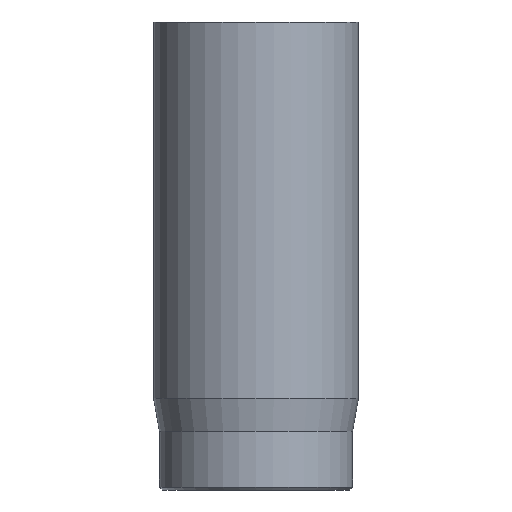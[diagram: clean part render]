
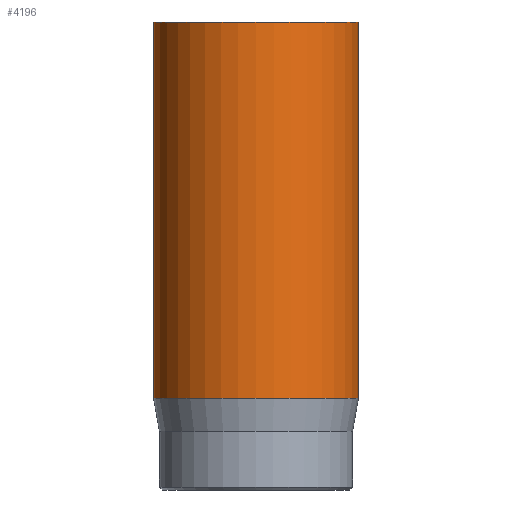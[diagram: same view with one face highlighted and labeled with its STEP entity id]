
A CAD part, front view. The second image highlights one B-rep face of the part: STEP entity #4196.
In plain terms, the highlighted cylindrical face has radius 1.75 mm (diameter 3.5 mm), a full revolution.
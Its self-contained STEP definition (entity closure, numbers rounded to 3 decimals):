
#551=CYLINDRICAL_SURFACE('',#4355,1.75);
#763=FACE_OUTER_BOUND('',#1012,.T.);
#1012=EDGE_LOOP('',(#3876,#3877,#3878,#3879,#3880));
#1318=LINE('',#7972,#1634);
#1634=VECTOR('',#4839,1.75);
#1672=CIRCLE('',#4338,1.75);
#1678=CIRCLE('',#4353,1.75);
#1679=CIRCLE('',#4354,1.75);
#2068=VERTEX_POINT('',#7942);
#2074=VERTEX_POINT('',#7966);
#2075=VERTEX_POINT('',#7967);
#2671=EDGE_CURVE('',#2068,#2068,#1672,.T.);
#2680=EDGE_CURVE('',#2074,#2075,#1678,.T.);
#2681=EDGE_CURVE('',#2075,#2074,#1679,.T.);
#2683=EDGE_CURVE('',#2068,#2074,#1318,.T.);
#3876=ORIENTED_EDGE('',*,*,#2671,.T.);
#3877=ORIENTED_EDGE('',*,*,#2683,.T.);
#3878=ORIENTED_EDGE('',*,*,#2680,.T.);
#3879=ORIENTED_EDGE('',*,*,#2681,.T.);
#3880=ORIENTED_EDGE('',*,*,#2683,.F.);
#4196=ADVANCED_FACE('',(#763),#551,.T.);
#4338=AXIS2_PLACEMENT_3D('',#7943,#4799,#4800);
#4353=AXIS2_PLACEMENT_3D('',#7968,#4832,#4833);
#4354=AXIS2_PLACEMENT_3D('',#7969,#4834,#4835);
#4355=AXIS2_PLACEMENT_3D('',#7971,#4837,#4838);
#4799=DIRECTION('center_axis',(0.,0.,-1.));
#4800=DIRECTION('ref_axis',(-1.,0.,0.));
#4832=DIRECTION('center_axis',(0.,0.,1.));
#4833=DIRECTION('ref_axis',(-1.,0.,0.));
#4834=DIRECTION('center_axis',(0.,0.,1.));
#4835=DIRECTION('ref_axis',(-1.,0.,0.));
#4837=DIRECTION('center_axis',(0.,0.,1.));
#4838=DIRECTION('ref_axis',(-1.,0.,0.));
#4839=DIRECTION('',(0.,0.,-1.));
#7942=CARTESIAN_POINT('',(1.75,0.,8.));
#7943=CARTESIAN_POINT('Origin',(0.,0.,8.));
#7966=CARTESIAN_POINT('',(1.75,0.,1.567));
#7967=CARTESIAN_POINT('',(-1.75,0.,1.567));
#7968=CARTESIAN_POINT('Origin',(0.,0.,1.567));
#7969=CARTESIAN_POINT('Origin',(0.,0.,1.567));
#7971=CARTESIAN_POINT('Origin',(0.,0.,0.));
#7972=CARTESIAN_POINT('',(1.75,0.,0.));
